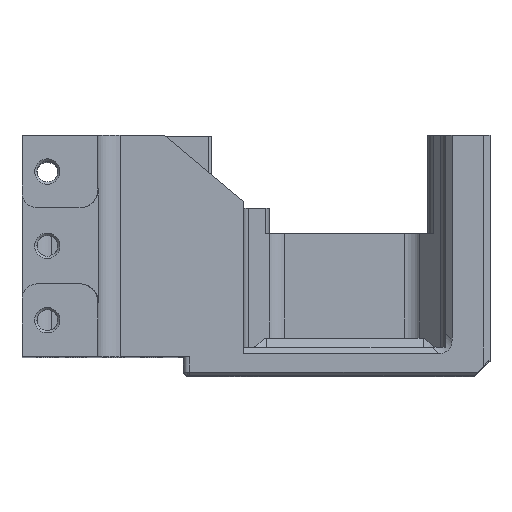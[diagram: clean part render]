
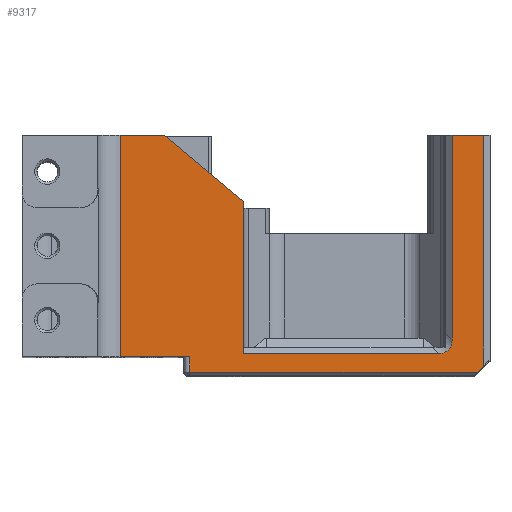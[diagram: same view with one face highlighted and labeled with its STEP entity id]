
A CAD part, top view. The second image highlights one B-rep face of the part: STEP entity #9317.
In plain terms, the highlighted planar face has unit normal (0, 0, 1).
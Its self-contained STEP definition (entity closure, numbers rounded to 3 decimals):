
#27=ELLIPSE('',#10111,5.196,3.);
#486=PLANE('',#10306);
#1328=FACE_OUTER_BOUND('',#1986,.T.);
#1986=EDGE_LOOP('',(#8439,#8440,#8441,#8442,#8443,#8444,#8445,#8446,#8447,
#8448,#8449,#8450,#8451));
#2170=LINE('',#13626,#2896);
#2231=LINE('',#13853,#2957);
#2300=LINE('',#14122,#3026);
#2568=LINE('',#15165,#3294);
#2577=LINE('',#15180,#3303);
#2579=LINE('',#15188,#3305);
#2729=LINE('',#15851,#3455);
#2730=LINE('',#15853,#3456);
#2731=LINE('',#15854,#3457);
#2732=LINE('',#15856,#3458);
#2733=LINE('',#15858,#3459);
#2734=LINE('',#15859,#3460);
#2896=VECTOR('',#10918,5.);
#2957=VECTOR('',#11107,11.);
#3026=VECTOR('',#11368,6.987);
#3294=VECTOR('',#12312,24.);
#3303=VECTOR('',#12327,30.879);
#3305=VECTOR('',#12337,32.379);
#3455=VECTOR('',#12873,2.5);
#3456=VECTOR('',#12876,16.335);
#3457=VECTOR('',#12877,35.);
#3458=VECTOR('',#12878,45.5);
#3459=VECTOR('',#12879,1.414);
#3460=VECTOR('',#12880,36.5);
#4211=VERTEX_POINT('',#13623);
#4212=VERTEX_POINT('',#13625);
#4313=VERTEX_POINT('',#13850);
#4314=VERTEX_POINT('',#13852);
#4417=VERTEX_POINT('',#14119);
#4418=VERTEX_POINT('',#14121);
#4718=VERTEX_POINT('',#15162);
#4719=VERTEX_POINT('',#15164);
#4722=VERTEX_POINT('',#15178);
#4723=VERTEX_POINT('',#15182);
#4829=VERTEX_POINT('',#15847);
#4830=VERTEX_POINT('',#15855);
#4831=VERTEX_POINT('',#15857);
#5103=EDGE_CURVE('',#4212,#4211,#2170,.T.);
#5217=EDGE_CURVE('',#4314,#4313,#2231,.T.);
#5349=EDGE_CURVE('',#4418,#4417,#2300,.T.);
#5812=EDGE_CURVE('',#4719,#4718,#2568,.T.);
#5821=EDGE_CURVE('',#4722,#4719,#2577,.T.);
#5824=EDGE_CURVE('',#4723,#4722,#27,.T.);
#5825=EDGE_CURVE('',#4723,#4211,#2579,.T.);
#6062=EDGE_CURVE('',#4313,#4829,#2729,.T.);
#6063=EDGE_CURVE('',#4718,#4418,#2730,.T.);
#6064=EDGE_CURVE('',#4314,#4417,#2731,.T.);
#6065=EDGE_CURVE('',#4829,#4830,#2732,.T.);
#6066=EDGE_CURVE('',#4830,#4831,#2733,.T.);
#6067=EDGE_CURVE('',#4831,#4212,#2734,.T.);
#8439=ORIENTED_EDGE('',*,*,#5821,.T.);
#8440=ORIENTED_EDGE('',*,*,#5812,.T.);
#8441=ORIENTED_EDGE('',*,*,#6063,.T.);
#8442=ORIENTED_EDGE('',*,*,#5349,.T.);
#8443=ORIENTED_EDGE('',*,*,#6064,.F.);
#8444=ORIENTED_EDGE('',*,*,#5217,.T.);
#8445=ORIENTED_EDGE('',*,*,#6062,.T.);
#8446=ORIENTED_EDGE('',*,*,#6065,.T.);
#8447=ORIENTED_EDGE('',*,*,#6066,.T.);
#8448=ORIENTED_EDGE('',*,*,#6067,.T.);
#8449=ORIENTED_EDGE('',*,*,#5103,.T.);
#8450=ORIENTED_EDGE('',*,*,#5825,.F.);
#8451=ORIENTED_EDGE('',*,*,#5824,.T.);
#9317=ADVANCED_FACE('',(#1328),#486,.T.);
#10111=AXIS2_PLACEMENT_3D('',#15186,#12333,#12334);
#10306=AXIS2_PLACEMENT_3D('',#15852,#12874,#12875);
#10918=DIRECTION('',(-1.,0.,0.));
#11107=DIRECTION('',(1.,0.,0.));
#11368=DIRECTION('',(-1.,0.,0.));
#12312=DIRECTION('',(0.,1.,0.));
#12327=DIRECTION('',(-1.,0.,0.));
#12333=DIRECTION('center_axis',(0.,0.,-1.));
#12334=DIRECTION('ref_axis',(0.707,-0.707,0.));
#12337=DIRECTION('',(0.,1.,0.));
#12873=DIRECTION('',(0.,-1.,0.));
#12874=DIRECTION('center_axis',(0.,0.,1.));
#12875=DIRECTION('ref_axis',(1.,0.,0.));
#12876=DIRECTION('',(-0.766,0.643,0.));
#12877=DIRECTION('',(0.,1.,0.));
#12878=DIRECTION('',(1.,0.,0.));
#12879=DIRECTION('',(0.707,0.707,0.));
#12880=DIRECTION('',(0.,1.,0.));
#13623=CARTESIAN_POINT('',(17.,17.5,57.5));
#13625=CARTESIAN_POINT('',(22.,17.5,57.5));
#13626=CARTESIAN_POINT('',(22.,17.5,57.5));
#13850=CARTESIAN_POINT('',(-24.5,-17.5,57.5));
#13852=CARTESIAN_POINT('',(-35.5,-17.5,57.5));
#13853=CARTESIAN_POINT('',(-35.5,-17.5,57.5));
#14119=CARTESIAN_POINT('',(-35.5,17.5,57.5));
#14121=CARTESIAN_POINT('',(-28.513,17.5,57.5));
#14122=CARTESIAN_POINT('',(-28.513,17.5,57.5));
#15162=CARTESIAN_POINT('',(-16.,7.,57.5));
#15164=CARTESIAN_POINT('',(-16.,-17.,57.5));
#15165=CARTESIAN_POINT('',(-16.,-17.,57.5));
#15178=CARTESIAN_POINT('',(14.879,-17.,57.5));
#15180=CARTESIAN_POINT('',(14.879,-17.,57.5));
#15182=CARTESIAN_POINT('',(17.,-14.879,57.5));
#15186=CARTESIAN_POINT('Origin',(12.757,-12.757,57.5));
#15188=CARTESIAN_POINT('',(17.,-14.879,57.5));
#15847=CARTESIAN_POINT('',(-24.5,-20.,57.5));
#15851=CARTESIAN_POINT('',(-24.5,-17.5,57.5));
#15852=CARTESIAN_POINT('Origin',(0.,17.5,57.5));
#15853=CARTESIAN_POINT('',(-16.,7.,57.5));
#15854=CARTESIAN_POINT('',(-35.5,-17.5,57.5));
#15855=CARTESIAN_POINT('',(21.,-20.,57.5));
#15856=CARTESIAN_POINT('',(-24.5,-20.,57.5));
#15857=CARTESIAN_POINT('',(22.,-19.,57.5));
#15858=CARTESIAN_POINT('',(21.,-20.,57.5));
#15859=CARTESIAN_POINT('',(22.,-19.,57.5));
